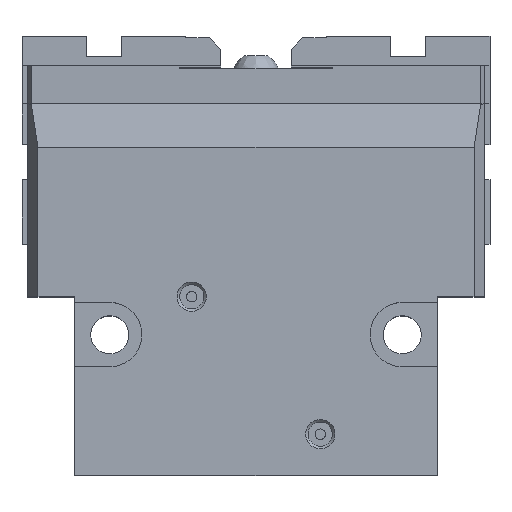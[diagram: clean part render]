
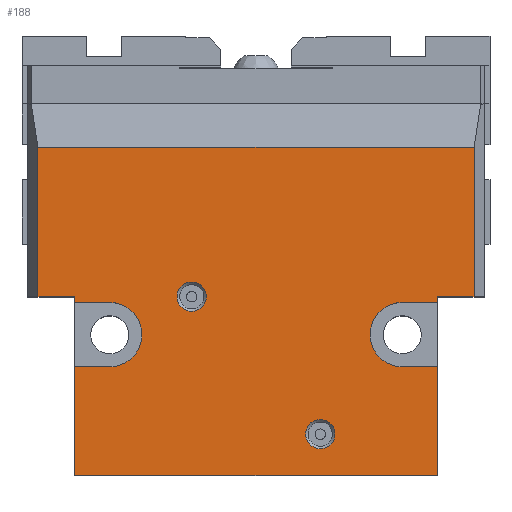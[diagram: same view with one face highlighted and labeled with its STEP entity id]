
A CAD part, top view. The second image highlights one B-rep face of the part: STEP entity #188.
In plain terms, the highlighted planar face has unit normal (0, 0, 1).
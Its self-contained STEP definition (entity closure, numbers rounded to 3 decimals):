
#188 = ADVANCED_FACE( '', ( #385, #386, #387 ), #388, .F. );
#385 = FACE_BOUND( '', #843, .T. );
#386 = FACE_OUTER_BOUND( '', #844, .T. );
#387 = FACE_BOUND( '', #845, .T. );
#388 = PLANE( '', #846 );
#843 = EDGE_LOOP( '', ( #1426 ) );
#844 = EDGE_LOOP( '', ( #1427, #1428, #1429, #1430, #1431, #1432, #1433, #1434, #1435, #1436, #1437, #1438, #1439, #1440, #1441, #1442 ) );
#845 = EDGE_LOOP( '', ( #1443 ) );
#846 = AXIS2_PLACEMENT_3D( '', #1444, #1445, #1446 );
#1426 = ORIENTED_EDGE( '', *, *, #2780, .T. );
#1427 = ORIENTED_EDGE( '', *, *, #2781, .F. );
#1428 = ORIENTED_EDGE( '', *, *, #2782, .F. );
#1429 = ORIENTED_EDGE( '', *, *, #2783, .F. );
#1430 = ORIENTED_EDGE( '', *, *, #2784, .T. );
#1431 = ORIENTED_EDGE( '', *, *, #2770, .F. );
#1432 = ORIENTED_EDGE( '', *, *, #2785, .T. );
#1433 = ORIENTED_EDGE( '', *, *, #2786, .T. );
#1434 = ORIENTED_EDGE( '', *, *, #2774, .T. );
#1435 = ORIENTED_EDGE( '', *, *, #2787, .T. );
#1436 = ORIENTED_EDGE( '', *, *, #2788, .F. );
#1437 = ORIENTED_EDGE( '', *, *, #2789, .F. );
#1438 = ORIENTED_EDGE( '', *, *, #2790, .F. );
#1439 = ORIENTED_EDGE( '', *, *, #2791, .T. );
#1440 = ORIENTED_EDGE( '', *, *, #2792, .T. );
#1441 = ORIENTED_EDGE( '', *, *, #2793, .F. );
#1442 = ORIENTED_EDGE( '', *, *, #2794, .F. );
#1443 = ORIENTED_EDGE( '', *, *, #2795, .T. );
#1444 = CARTESIAN_POINT( '', ( -31., 30.5, 22. ) );
#1445 = DIRECTION( '', ( 0., 0., -1. ) );
#1446 = DIRECTION( '', ( -1., 0., 0. ) );
#2770 = EDGE_CURVE( '', #3231, #3233, #3234, .T. );
#2774 = EDGE_CURVE( '', #3240, #3238, #3241, .T. );
#2780 = EDGE_CURVE( '', #3249, #3249, #3250, .T. );
#2781 = EDGE_CURVE( '', #3251, #3252, #3253, .T. );
#2782 = EDGE_CURVE( '', #3254, #3251, #3255, .T. );
#2783 = EDGE_CURVE( '', #3256, #3254, #3257, .T. );
#2784 = EDGE_CURVE( '', #3256, #3233, #3258, .T. );
#2785 = EDGE_CURVE( '', #3231, #3259, #3260, .T. );
#2786 = EDGE_CURVE( '', #3259, #3240, #3261, .T. );
#2787 = EDGE_CURVE( '', #3238, #3262, #3263, .T. );
#2788 = EDGE_CURVE( '', #3264, #3262, #3265, .T. );
#2789 = EDGE_CURVE( '', #3266, #3264, #3267, .T. );
#2790 = EDGE_CURVE( '', #3268, #3266, #3269, .T. );
#2791 = EDGE_CURVE( '', #3268, #3270, #3271, .T. );
#2792 = EDGE_CURVE( '', #3270, #3272, #3273, .T. );
#2793 = EDGE_CURVE( '', #3274, #3272, #3275, .T. );
#2794 = EDGE_CURVE( '', #3252, #3274, #3276, .T. );
#2795 = EDGE_CURVE( '', #3277, #3277, #3278, .T. );
#3231 = VERTEX_POINT( '', #3963 );
#3233 = VERTEX_POINT( '', #3966 );
#3234 = LINE( '', #3967, #3968 );
#3238 = VERTEX_POINT( '', #3974 );
#3240 = VERTEX_POINT( '', #3977 );
#3241 = LINE( '', #3978, #3979 );
#3249 = VERTEX_POINT( '', #3992 );
#3250 = CIRCLE( '', #3993, 2.5 );
#3251 = VERTEX_POINT( '', #3994 );
#3252 = VERTEX_POINT( '', #3995 );
#3253 = CIRCLE( '', #3996, 5.5 );
#3254 = VERTEX_POINT( '', #3997 );
#3255 = LINE( '', #3998, #3999 );
#3256 = VERTEX_POINT( '', #4000 );
#3257 = LINE( '', #4001, #4002 );
#3258 = LINE( '', #4003, #4004 );
#3259 = VERTEX_POINT( '', #4005 );
#3260 = LINE( '', #4006, #4007 );
#3261 = LINE( '', #4008, #4009 );
#3262 = VERTEX_POINT( '', #4010 );
#3263 = LINE( '', #4011, #4012 );
#3264 = VERTEX_POINT( '', #4013 );
#3265 = LINE( '', #4014, #4015 );
#3266 = VERTEX_POINT( '', #4016 );
#3267 = CIRCLE( '', #4017, 5.5 );
#3268 = VERTEX_POINT( '', #4018 );
#3269 = LINE( '', #4019, #4020 );
#3270 = VERTEX_POINT( '', #4021 );
#3271 = LINE( '', #4022, #4023 );
#3272 = VERTEX_POINT( '', #4024 );
#3273 = LINE( '', #4025, #4026 );
#3274 = VERTEX_POINT( '', #4027 );
#3275 = LINE( '', #4028, #4029 );
#3276 = LINE( '', #4030, #4031 );
#3277 = VERTEX_POINT( '', #4032 );
#3278 = CIRCLE( '', #4033, 2.5 );
#3963 = CARTESIAN_POINT( '', ( 37.268, 56.036, 22. ) );
#3966 = CARTESIAN_POINT( '', ( 37.268, 30.5, 22. ) );
#3967 = CARTESIAN_POINT( '', ( 37.268, 70., 22. ) );
#3968 = VECTOR( '', #4986, 1000. );
#3974 = CARTESIAN_POINT( '', ( -31., 30.5, 22. ) );
#3977 = CARTESIAN_POINT( '', ( -37.268, 30.5, 22. ) );
#3978 = CARTESIAN_POINT( '', ( -37.268, 30.5, 22. ) );
#3979 = VECTOR( '', #4990, 1000. );
#3992 = CARTESIAN_POINT( '', ( 8.5, 7., 22. ) );
#3993 = AXIS2_PLACEMENT_3D( '', #4996, #4997, #4998 );
#3994 = CARTESIAN_POINT( '', ( 25., 29.5, 22. ) );
#3995 = CARTESIAN_POINT( '', ( 25., 18.5, 22. ) );
#3996 = AXIS2_PLACEMENT_3D( '', #4999, #5000, #5001 );
#3997 = CARTESIAN_POINT( '', ( 31., 29.5, 22. ) );
#3998 = CARTESIAN_POINT( '', ( 35., 29.5, 22. ) );
#3999 = VECTOR( '', #5002, 1000. );
#4000 = CARTESIAN_POINT( '', ( 31., 30.5, 22. ) );
#4001 = CARTESIAN_POINT( '', ( 31., 30.5, 22. ) );
#4002 = VECTOR( '', #5003, 1000. );
#4003 = CARTESIAN_POINT( '', ( -37.268, 30.5, 22. ) );
#4004 = VECTOR( '', #5004, 1000. );
#4005 = CARTESIAN_POINT( '', ( -37.268, 56.036, 22. ) );
#4006 = CARTESIAN_POINT( '', ( 40., 56.036, 22. ) );
#4007 = VECTOR( '', #5005, 1000. );
#4008 = CARTESIAN_POINT( '', ( -37.268, 70., 22. ) );
#4009 = VECTOR( '', #5006, 1000. );
#4010 = CARTESIAN_POINT( '', ( -31., 29.5, 22. ) );
#4011 = CARTESIAN_POINT( '', ( -31., 30.5, 22. ) );
#4012 = VECTOR( '', #5007, 1000. );
#4013 = CARTESIAN_POINT( '', ( -25., 29.5, 22. ) );
#4014 = CARTESIAN_POINT( '', ( -25., 29.5, 22. ) );
#4015 = VECTOR( '', #5008, 1000. );
#4016 = CARTESIAN_POINT( '', ( -25., 18.5, 22. ) );
#4017 = AXIS2_PLACEMENT_3D( '', #5009, #5010, #5011 );
#4018 = CARTESIAN_POINT( '', ( -31., 18.5, 22. ) );
#4019 = CARTESIAN_POINT( '', ( -35., 18.5, 22. ) );
#4020 = VECTOR( '', #5012, 1000. );
#4021 = CARTESIAN_POINT( '', ( -31., 0., 22. ) );
#4022 = CARTESIAN_POINT( '', ( -31., 30.5, 22. ) );
#4023 = VECTOR( '', #5013, 1000. );
#4024 = CARTESIAN_POINT( '', ( 31., 0., 22. ) );
#4025 = CARTESIAN_POINT( '', ( -31., 0., 22. ) );
#4026 = VECTOR( '', #5014, 1000. );
#4027 = CARTESIAN_POINT( '', ( 31., 18.5, 22. ) );
#4028 = CARTESIAN_POINT( '', ( 31., 30.5, 22. ) );
#4029 = VECTOR( '', #5015, 1000. );
#4030 = CARTESIAN_POINT( '', ( 25., 18.5, 22. ) );
#4031 = VECTOR( '', #5016, 1000. );
#4032 = CARTESIAN_POINT( '', ( -13.5, 30.5, 22. ) );
#4033 = AXIS2_PLACEMENT_3D( '', #5017, #5018, #5019 );
#4986 = DIRECTION( '', ( 0., -1., 0. ) );
#4990 = DIRECTION( '', ( 1., 0., 0. ) );
#4996 = CARTESIAN_POINT( '', ( 11., 7., 22. ) );
#4997 = DIRECTION( '', ( 0., 0., -1. ) );
#4998 = DIRECTION( '', ( -1., 0., 0. ) );
#4999 = CARTESIAN_POINT( '', ( 25., 24., 22. ) );
#5000 = DIRECTION( '', ( 0., 0., 1. ) );
#5001 = DIRECTION( '', ( 1., 0., 0. ) );
#5002 = DIRECTION( '', ( -1., 0., 0. ) );
#5003 = DIRECTION( '', ( 0., -1., 0. ) );
#5004 = DIRECTION( '', ( 1., 0., 0. ) );
#5005 = DIRECTION( '', ( -1., 0., 0. ) );
#5006 = DIRECTION( '', ( 0., -1., 0. ) );
#5007 = DIRECTION( '', ( 0., -1., 0. ) );
#5008 = DIRECTION( '', ( -1., 0., 0. ) );
#5009 = CARTESIAN_POINT( '', ( -25., 24., 22. ) );
#5010 = DIRECTION( '', ( 0., 0., 1. ) );
#5011 = DIRECTION( '', ( 1., 0., 0. ) );
#5012 = DIRECTION( '', ( 1., 0., 0. ) );
#5013 = DIRECTION( '', ( 0., -1., 0. ) );
#5014 = DIRECTION( '', ( 1., 0., 0. ) );
#5015 = DIRECTION( '', ( 0., -1., 0. ) );
#5016 = DIRECTION( '', ( 1., 0., 0. ) );
#5017 = CARTESIAN_POINT( '', ( -11., 30.5, 22. ) );
#5018 = DIRECTION( '', ( 0., 0., -1. ) );
#5019 = DIRECTION( '', ( -1., 0., 0. ) );
